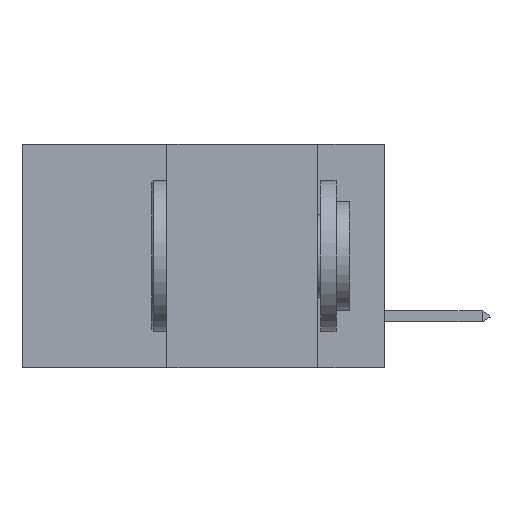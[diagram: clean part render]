
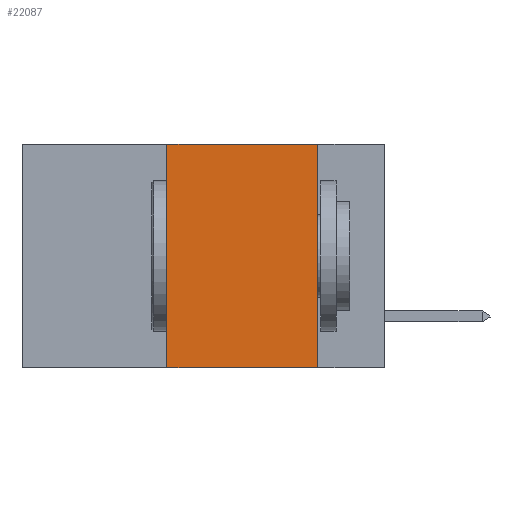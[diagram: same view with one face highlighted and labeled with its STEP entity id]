
A CAD part, left-side view. The second image highlights one B-rep face of the part: STEP entity #22087.
In plain terms, the highlighted planar face has unit normal (-1, 0, 0).
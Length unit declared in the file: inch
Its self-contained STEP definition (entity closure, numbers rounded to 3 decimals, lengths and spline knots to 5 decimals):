
#504 = DIRECTION ( 'NONE',  ( 1., 0., 0. ) ) ;
#640 = EDGE_LOOP ( 'NONE', ( #35700, #14810, #32776, #18607 ) ) ;
#697 = CARTESIAN_POINT ( 'NONE',  ( 0., 0.11, -0.37 ) ) ;
#916 = LINE ( 'NONE', #22245, #30784 ) ;
#2522 = EDGE_CURVE ( 'NONE', #27167, #22932, #916, .T. ) ;
#4669 = VERTEX_POINT ( 'NONE', #6207 ) ;
#5973 = DIRECTION ( 'NONE',  ( 0., 0., 1. ) ) ;
#6207 = CARTESIAN_POINT ( 'NONE',  ( 0., 0.36, 0. ) ) ;
#10558 = CARTESIAN_POINT ( 'NONE',  ( 0., 0.36, -0.37 ) ) ;
#11269 = VERTEX_POINT ( 'NONE', #10558 ) ;
#14810 = ORIENTED_EDGE ( 'NONE', *, *, #34504, .F. ) ;
#17080 = CARTESIAN_POINT ( 'NONE',  ( 0., 0.6, -0.37 ) ) ;
#18607 = ORIENTED_EDGE ( 'NONE', *, *, #32778, .T. ) ;
#22087 = ADVANCED_FACE ( 'NONE', ( #24901 ), #34993, .F. ) ;
#22245 = CARTESIAN_POINT ( 'NONE',  ( 0., 0.11, 0. ) ) ;
#22932 = VERTEX_POINT ( 'NONE', #697 ) ;
#22999 = DIRECTION ( 'NONE',  ( 0., -1., 0. ) ) ;
#23281 = LINE ( 'NONE', #35138, #30624 ) ;
#24901 = FACE_OUTER_BOUND ( 'NONE', #640, .T. ) ;
#27167 = VERTEX_POINT ( 'NONE', #32440 ) ;
#27361 = VECTOR ( 'NONE', #35814, 39.37008 ) ;
#28818 = CARTESIAN_POINT ( 'NONE',  ( 0., 0.6, 0. ) ) ;
#30464 = EDGE_CURVE ( 'NONE', #11269, #4669, #36405, .T. ) ;
#30624 = VECTOR ( 'NONE', #22999, 39.37008 ) ;
#30784 = VECTOR ( 'NONE', #38188, 39.37008 ) ;
#30860 = CARTESIAN_POINT ( 'NONE',  ( 0., 0.36, 0. ) ) ;
#32440 = CARTESIAN_POINT ( 'NONE',  ( 0., 0.11, 0. ) ) ;
#32776 = ORIENTED_EDGE ( 'NONE', *, *, #30464, .F. ) ;
#32778 = EDGE_CURVE ( 'NONE', #11269, #22932, #38105, .T. ) ;
#33460 = VECTOR ( 'NONE', #5973, 39.37008 ) ;
#34504 = EDGE_CURVE ( 'NONE', #4669, #27167, #23281, .T. ) ;
#34993 = PLANE ( 'NONE',  #38052 ) ;
#35138 = CARTESIAN_POINT ( 'NONE',  ( 0., 0.6, 0. ) ) ;
#35700 = ORIENTED_EDGE ( 'NONE', *, *, #2522, .F. ) ;
#35814 = DIRECTION ( 'NONE',  ( 0., -1., 0. ) ) ;
#36405 = LINE ( 'NONE', #30860, #33460 ) ;
#38052 = AXIS2_PLACEMENT_3D ( 'NONE', #28818, #504, #38236 ) ;
#38105 = LINE ( 'NONE', #17080, #27361 ) ;
#38188 = DIRECTION ( 'NONE',  ( 0., 0., -1. ) ) ;
#38236 = DIRECTION ( 'NONE',  ( 0., 0., -1. ) ) ;
